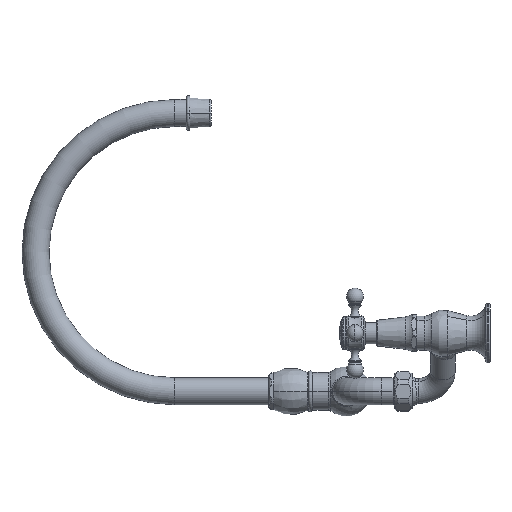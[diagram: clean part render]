
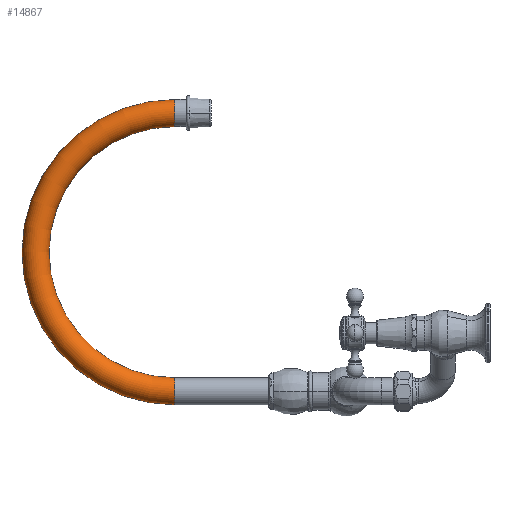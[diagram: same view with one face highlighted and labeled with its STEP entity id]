
A CAD part, left-side view. The second image highlights one B-rep face of the part: STEP entity #14867.
In plain terms, the highlighted toroidal (fillet/blend) face has major radius 114.3 mm and minor radius 11.113 mm.
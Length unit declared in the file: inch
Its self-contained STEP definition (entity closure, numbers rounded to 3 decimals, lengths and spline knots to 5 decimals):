
#5390=CARTESIAN_POINT('',(0.,4.4462,0.));
#5391=DIRECTION('',(0.,-1.,0.));
#5392=DIRECTION('',(0.,0.,1.));
#5393=AXIS2_PLACEMENT_3D('',#5390,#5391,#5392);
#5436=CARTESIAN_POINT('',(0.,4.4462,4.5));
#5437=DIRECTION('',(-1.,0.,0.));
#5438=DIRECTION('',(0.,0.,1.));
#5439=AXIS2_PLACEMENT_3D('',#5436,#5437,#5438);
#5584=CARTESIAN_POINT('',(0.,4.4462,9.));
#5585=DIRECTION('',(0.,1.,0.));
#5586=DIRECTION('',(0.,0.,-1.));
#5587=AXIS2_PLACEMENT_3D('',#5584,#5585,#5586);
#5592=CARTESIAN_POINT('',(0.,4.4462,4.5));
#5593=DIRECTION('',(-1.,0.,0.));
#5594=DIRECTION('',(0.,0.,1.));
#5595=AXIS2_PLACEMENT_3D('',#5592,#5593,#5594);
#7874=CARTESIAN_POINT('',(0.,4.4462,8.5625));
#7875=CARTESIAN_POINT('',(0.,4.4462,9.4375));
#7876=VERTEX_POINT('',#7874);
#7877=VERTEX_POINT('',#7875);
#7878=CARTESIAN_POINT('',(0.,4.4462,0.4375));
#7879=CARTESIAN_POINT('',(0.,4.4462,-0.4375));
#7880=VERTEX_POINT('',#7878);
#7881=VERTEX_POINT('',#7879);
#14856=CARTESIAN_POINT('',(0.,4.4462,4.5));
#14857=DIRECTION('',(-1.,0.,0.));
#14858=DIRECTION('',(0.,0.,-1.));
#14859=AXIS2_PLACEMENT_3D('',#14856,#14857,#14858);
#14860=TOROIDAL_SURFACE('',#14859,4.5,0.4375);
#14861=ORIENTED_EDGE('',*,*,#14838,.F.);
#14862=ORIENTED_EDGE('',*,*,#14580,.T.);
#14863=ORIENTED_EDGE('',*,*,#14536,.T.);
#14864=ORIENTED_EDGE('',*,*,#14577,.F.);
#14865=EDGE_LOOP('',(#14861,#14862,#14863,#14864));
#14866=FACE_OUTER_BOUND('',#14865,.F.);
#5394=CIRCLE('',#5393,0.4375);
#5440=CIRCLE('',#5439,4.9375);
#5588=CIRCLE('',#5587,0.4375);
#5596=CIRCLE('',#5595,4.0625);
#14536=EDGE_CURVE('',#7880,#7881,#5394,.T.);
#14577=EDGE_CURVE('',#7877,#7881,#5440,.T.);
#14580=EDGE_CURVE('',#7876,#7880,#5596,.T.);
#14838=EDGE_CURVE('',#7876,#7877,#5588,.T.);
#14867=ADVANCED_FACE('',(#14866),#14860,.T.);
